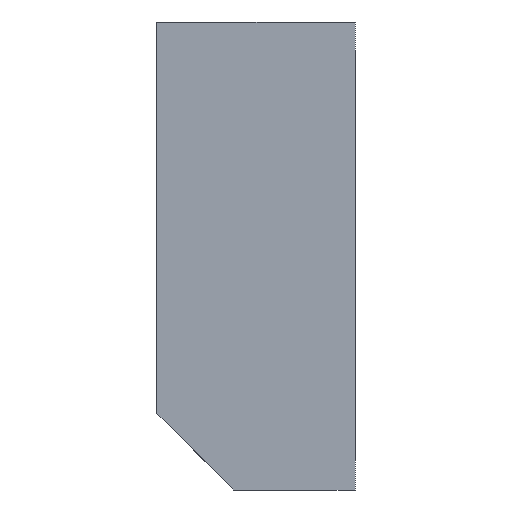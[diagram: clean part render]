
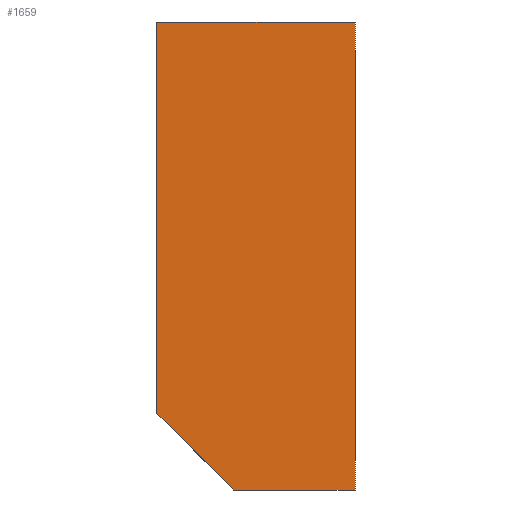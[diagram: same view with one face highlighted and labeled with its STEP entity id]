
A CAD part, left-side view. The second image highlights one B-rep face of the part: STEP entity #1659.
In plain terms, the highlighted planar face has unit normal (-1, 0, 0).
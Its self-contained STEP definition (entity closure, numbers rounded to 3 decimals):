
#91=PLANE('',#1779);
#169=FACE_OUTER_BOUND('',#255,.T.);
#255=EDGE_LOOP('',(#1550,#1551,#1552,#1553,#1554));
#323=LINE('',#2380,#532);
#463=LINE('',#2663,#672);
#464=LINE('',#2666,#673);
#465=LINE('',#2668,#674);
#466=LINE('',#2669,#675);
#532=VECTOR('',#1930,10.);
#672=VECTOR('',#2188,10.);
#673=VECTOR('',#2191,10.);
#674=VECTOR('',#2192,10.);
#675=VECTOR('',#2193,10.);
#777=VERTEX_POINT('',#2377);
#778=VERTEX_POINT('',#2379);
#862=VERTEX_POINT('',#2661);
#863=VERTEX_POINT('',#2665);
#864=VERTEX_POINT('',#2667);
#951=EDGE_CURVE('',#777,#778,#323,.T.);
#1095=EDGE_CURVE('',#862,#777,#463,.T.);
#1096=EDGE_CURVE('',#863,#862,#464,.T.);
#1097=EDGE_CURVE('',#864,#863,#465,.T.);
#1098=EDGE_CURVE('',#778,#864,#466,.T.);
#1550=ORIENTED_EDGE('',*,*,#1095,.F.);
#1551=ORIENTED_EDGE('',*,*,#1096,.F.);
#1552=ORIENTED_EDGE('',*,*,#1097,.F.);
#1553=ORIENTED_EDGE('',*,*,#1098,.F.);
#1554=ORIENTED_EDGE('',*,*,#951,.F.);
#1659=ADVANCED_FACE('',(#169),#91,.T.);
#1779=AXIS2_PLACEMENT_3D('',#2664,#2189,#2190);
#1930=DIRECTION('',(0.,0.,1.));
#2188=DIRECTION('',(0.,0.707,0.707));
#2189=DIRECTION('center_axis',(-1.,0.,0.));
#2190=DIRECTION('ref_axis',(0.,0.,1.));
#2191=DIRECTION('',(0.,1.,0.));
#2192=DIRECTION('',(0.,0.,-1.));
#2193=DIRECTION('',(0.,-1.,0.));
#2377=CARTESIAN_POINT('',(-39.935,1.2,1.9));
#2379=CARTESIAN_POINT('',(-39.935,1.2,17.7));
#2380=CARTESIAN_POINT('',(-39.935,1.2,17.7));
#2661=CARTESIAN_POINT('',(-39.935,-1.9,-1.2));
#2663=CARTESIAN_POINT('',(-39.935,-0.65,0.05));
#2664=CARTESIAN_POINT('Origin',(-39.935,0.,-1.2));
#2665=CARTESIAN_POINT('',(-39.935,-6.8,-1.2));
#2666=CARTESIAN_POINT('',(-39.935,0.,-1.2));
#2667=CARTESIAN_POINT('',(-39.935,-6.8,17.7));
#2668=CARTESIAN_POINT('',(-39.935,-6.8,17.7));
#2669=CARTESIAN_POINT('',(-39.935,0.,17.7));
